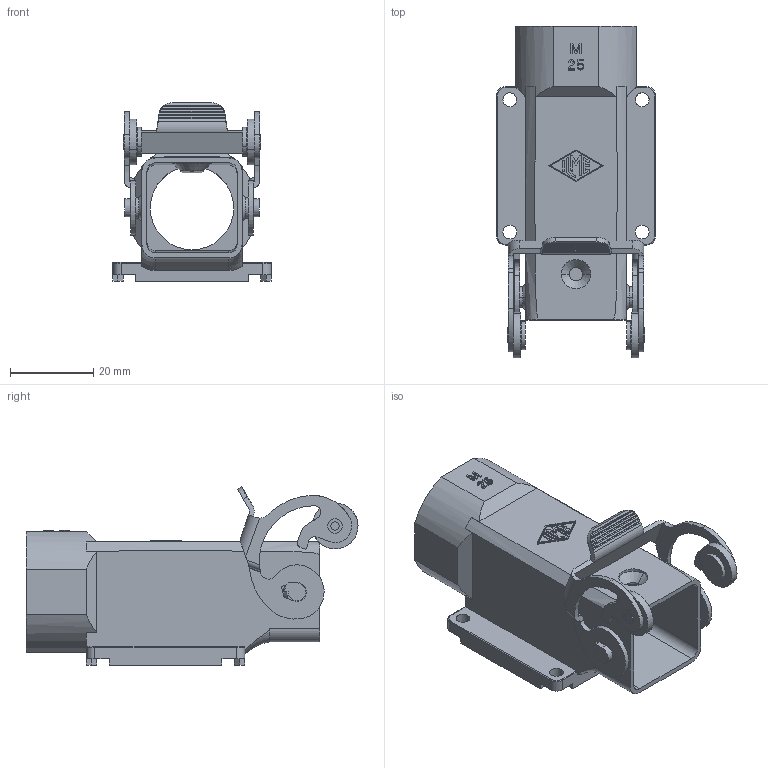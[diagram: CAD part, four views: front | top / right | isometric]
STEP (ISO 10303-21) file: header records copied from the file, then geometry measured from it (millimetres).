
FILE_DESCRIPTION(('Creo Elements/Direct Modeling STEP Export'),'2;1');
FILE_NAME('0lndrp34cm5dgs64348','2017-09-12T10:54:07',(''),(''),'PTC Creo Elements/Direct Modeling STEP processor for AP214 (Solid Model)','PTC Creo Elements/Direct Modeling 19.0E 27-Jun-2016 (C) Parametric Technology GmbH','');
FILE_SCHEMA(('AUTOMOTIVE_DESIGN { 1 0 10303 214 1 1 1 1 }'));
Length unit declared in the file: millimetre
Products named in the file (2): MKAXS_AP25
Assembly tree (1 placements, depth 2):
  MKAXS_AP25
    MKAXS_AP25
Bounding box: 38 x 79.63 x 42.75 mm (x, y, z)
Volume: 16439.6 mm3; surface area: 18509.6 mm2
Topology: 1 solids, 1 shells, 470 faces, 1290 edges, 846 vertices
Faces by surface type: plane 299, cylinder 150, cone 13, torus 6, bspline 2
Entity records: 17599 total; most frequent: CARTESIAN_POINT 5598, ORIENTED_EDGE 2580, DIRECTION 2386, EDGE_CURVE 1290, VECTOR 900, LINE 900, VERTEX_POINT 846, AXIS2_PLACEMENT_3D 743
